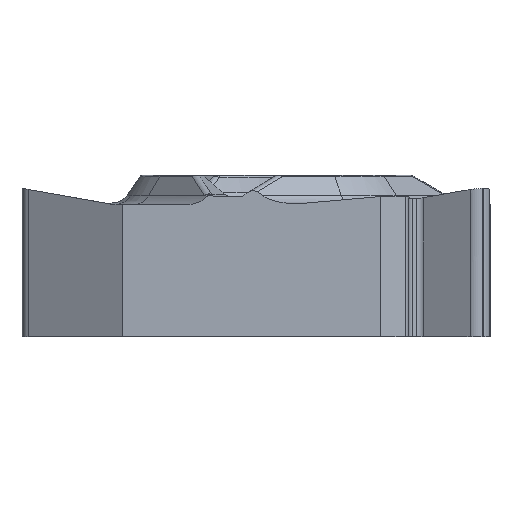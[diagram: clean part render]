
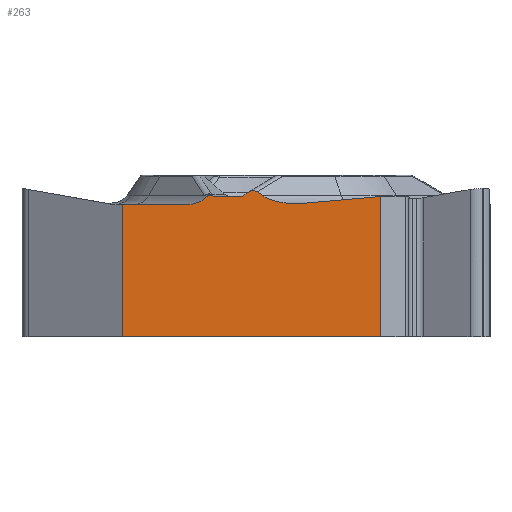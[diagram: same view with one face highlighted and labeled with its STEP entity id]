
A CAD part, left-side view. The second image highlights one B-rep face of the part: STEP entity #263.
In plain terms, the highlighted planar face has unit normal (-1, 0, 0).
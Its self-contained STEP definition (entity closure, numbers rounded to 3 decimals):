
#263=ADVANCED_FACE('',(#462),#418,.F.);
#418=PLANE('',#2646);
#462=FACE_OUTER_BOUND('',#612,.T.);
#612=EDGE_LOOP('',(#845,#846,#847,#848,#849,#850,#851,#852,#853,#854,#855,
#856,#857,#858));
#776=ELLIPSE('',#2641,1.5,0.75);
#777=ELLIPSE('',#2642,0.304,0.205);
#778=ELLIPSE('',#2643,0.309,0.3);
#779=ELLIPSE('',#2644,0.309,0.3);
#780=ELLIPSE('',#2645,0.884,0.75);
#845=ORIENTED_EDGE('',*,*,#1850,.T.);
#846=ORIENTED_EDGE('',*,*,#1851,.F.);
#847=ORIENTED_EDGE('',*,*,#1852,.T.);
#848=ORIENTED_EDGE('',*,*,#1853,.T.);
#849=ORIENTED_EDGE('',*,*,#1854,.F.);
#850=ORIENTED_EDGE('',*,*,#1855,.F.);
#851=ORIENTED_EDGE('',*,*,#1856,.T.);
#852=ORIENTED_EDGE('',*,*,#1857,.T.);
#853=ORIENTED_EDGE('',*,*,#1858,.T.);
#854=ORIENTED_EDGE('',*,*,#1859,.T.);
#855=ORIENTED_EDGE('',*,*,#1860,.F.);
#856=ORIENTED_EDGE('',*,*,#1861,.T.);
#857=ORIENTED_EDGE('',*,*,#1862,.T.);
#858=ORIENTED_EDGE('',*,*,#1863,.F.);
#1615=VERTEX_POINT('',#4071);
#1616=VERTEX_POINT('',#4072);
#1617=VERTEX_POINT('',#4074);
#1618=VERTEX_POINT('',#4076);
#1619=VERTEX_POINT('',#4078);
#1620=VERTEX_POINT('',#4080);
#1621=VERTEX_POINT('',#4082);
#1622=VERTEX_POINT('',#4084);
#1623=VERTEX_POINT('',#4086);
#1624=VERTEX_POINT('',#4088);
#1625=VERTEX_POINT('',#4090);
#1626=VERTEX_POINT('',#4104);
#1627=VERTEX_POINT('',#4106);
#1628=VERTEX_POINT('',#4108);
#1850=EDGE_CURVE('',#1615,#1616,#2229,.T.);
#1851=EDGE_CURVE('',#1617,#1616,#2230,.T.);
#1852=EDGE_CURVE('',#1617,#1618,#2231,.T.);
#1853=EDGE_CURVE('',#1618,#1619,#776,.T.);
#1854=EDGE_CURVE('',#1620,#1619,#2232,.T.);
#1855=EDGE_CURVE('',#1621,#1620,#777,.T.);
#1856=EDGE_CURVE('',#1621,#1622,#2233,.T.);
#1857=EDGE_CURVE('',#1622,#1623,#778,.T.);
#1858=EDGE_CURVE('',#1623,#1624,#2234,.T.);
#1859=EDGE_CURVE('',#1624,#1625,#779,.T.);
#1860=EDGE_CURVE('',#1626,#1625,#2560,.T.);
#1861=EDGE_CURVE('',#1626,#1627,#780,.T.);
#1862=EDGE_CURVE('',#1627,#1628,#2235,.T.);
#1863=EDGE_CURVE('',#1615,#1628,#2236,.T.);
#2229=LINE('',#4070,#2394);
#2230=LINE('',#4073,#2395);
#2231=LINE('',#4075,#2396);
#2232=LINE('',#4079,#2397);
#2233=LINE('',#4083,#2398);
#2234=LINE('',#4087,#2399);
#2235=LINE('',#4107,#2400);
#2236=LINE('',#4109,#2401);
#2394=VECTOR('',#2943,1.);
#2395=VECTOR('',#2944,1.);
#2396=VECTOR('',#2945,1.);
#2397=VECTOR('',#2948,1.);
#2398=VECTOR('',#2951,1.);
#2399=VECTOR('',#2954,1.);
#2400=VECTOR('',#2959,1.);
#2401=VECTOR('',#2960,1.);
#2560=B_SPLINE_CURVE_WITH_KNOTS('',3,(#4091,#4092,#4093,#4094,#4095,#4096,
#4097,#4098,#4099,#4100,#4101,#4102,#4103),.UNSPECIFIED.,.F.,.F.,(4,3,3,
3,4),(0.,0.251,0.501,0.761,1.),
 .UNSPECIFIED.);
#2641=AXIS2_PLACEMENT_3D('',#4077,#2946,#2947);
#2642=AXIS2_PLACEMENT_3D('',#4081,#2949,#2950);
#2643=AXIS2_PLACEMENT_3D('',#4085,#2952,#2953);
#2644=AXIS2_PLACEMENT_3D('',#4089,#2955,#2956);
#2645=AXIS2_PLACEMENT_3D('',#4105,#2957,#2958);
#2646=AXIS2_PLACEMENT_3D('',#4110,#2961,#2962);
#2943=DIRECTION('',(0.,-1.,0.));
#2944=DIRECTION('',(0.,0.,-1.));
#2945=DIRECTION('',(0.,0.996,-0.088));
#2946=DIRECTION('',(1.,0.,0.));
#2947=DIRECTION('',(0.,1.,0.));
#2948=DIRECTION('',(0.,-0.814,-0.581));
#2949=DIRECTION('',(1.,0.,0.));
#2950=DIRECTION('',(0.,-0.858,0.514));
#2951=DIRECTION('',(0.,0.775,-0.631));
#2952=DIRECTION('',(1.,0.,0.));
#2953=DIRECTION('',(0.,-1.,0.));
#2954=DIRECTION('',(0.,1.,0.));
#2955=DIRECTION('',(1.,0.,0.));
#2956=DIRECTION('',(0.,-1.,0.));
#2957=DIRECTION('',(1.,0.,0.));
#2958=DIRECTION('',(0.,-1.,0.));
#2959=DIRECTION('',(0.,1.,0.));
#2960=DIRECTION('',(0.,0.,1.));
#2961=DIRECTION('',(1.,0.,0.));
#2962=DIRECTION('',(0.,1.,0.));
#4070=CARTESIAN_POINT('',(-6.35,8.7,-5.56));
#4071=CARTESIAN_POINT('',(-6.35,5.518,-5.56));
#4072=CARTESIAN_POINT('',(-6.35,-4.167,-5.56));
#4073=CARTESIAN_POINT('',(-6.35,-4.167,25.));
#4074=CARTESIAN_POINT('',(-6.35,-4.167,-0.303));
#4075=CARTESIAN_POINT('',(-6.35,-2.246,-0.472));
#4076=CARTESIAN_POINT('',(-6.35,-1.196,-0.565));
#4077=CARTESIAN_POINT('',(-6.35,-0.935,0.174));
#4078=CARTESIAN_POINT('',(-6.35,0.293,-0.256));
#4079=CARTESIAN_POINT('',(-6.35,17.805,12.249));
#4080=CARTESIAN_POINT('',(-6.35,0.483,-0.121));
#4081=CARTESIAN_POINT('',(-6.35,0.704,-0.32));
#4082=CARTESIAN_POINT('',(-6.35,0.862,-0.181));
#4083=CARTESIAN_POINT('',(-6.35,-6.754,6.019));
#4084=CARTESIAN_POINT('',(-6.35,0.934,-0.24));
#4085=CARTESIAN_POINT('',(-6.35,1.132,-0.01));
#4086=CARTESIAN_POINT('',(-6.35,1.132,-0.31));
#4087=CARTESIAN_POINT('',(-6.35,8.7,-0.31));
#4088=CARTESIAN_POINT('',(-6.35,2.034,-0.31));
#4089=CARTESIAN_POINT('',(-6.35,2.034,-0.01));
#4090=CARTESIAN_POINT('',(-6.35,2.162,-0.283));
#4091=CARTESIAN_POINT('',(-6.35,2.401,-0.323));
#4092=CARTESIAN_POINT('',(-6.35,2.386,-0.307));
#4093=CARTESIAN_POINT('',(-6.35,2.369,-0.294));
#4094=CARTESIAN_POINT('',(-6.35,2.349,-0.285));
#4095=CARTESIAN_POINT('',(-6.35,2.33,-0.275));
#4096=CARTESIAN_POINT('',(-6.35,2.309,-0.268));
#4097=CARTESIAN_POINT('',(-6.35,2.288,-0.265));
#4098=CARTESIAN_POINT('',(-6.35,2.266,-0.262));
#4099=CARTESIAN_POINT('',(-6.35,2.243,-0.262));
#4100=CARTESIAN_POINT('',(-6.35,2.221,-0.266));
#4101=CARTESIAN_POINT('',(-6.35,2.2,-0.269));
#4102=CARTESIAN_POINT('',(-6.35,2.18,-0.275));
#4103=CARTESIAN_POINT('',(-6.35,2.162,-0.283));
#4104=CARTESIAN_POINT('',(-6.35,2.401,-0.323));
#4105=CARTESIAN_POINT('',(-6.35,3.09,0.147));
#4106=CARTESIAN_POINT('',(-6.35,3.09,-0.603));
#4107=CARTESIAN_POINT('',(-6.35,8.7,-0.603));
#4108=CARTESIAN_POINT('',(-6.35,5.518,-0.603));
#4109=CARTESIAN_POINT('',(-6.35,5.518,25.));
#4110=CARTESIAN_POINT('',(-6.35,8.7,25.));
